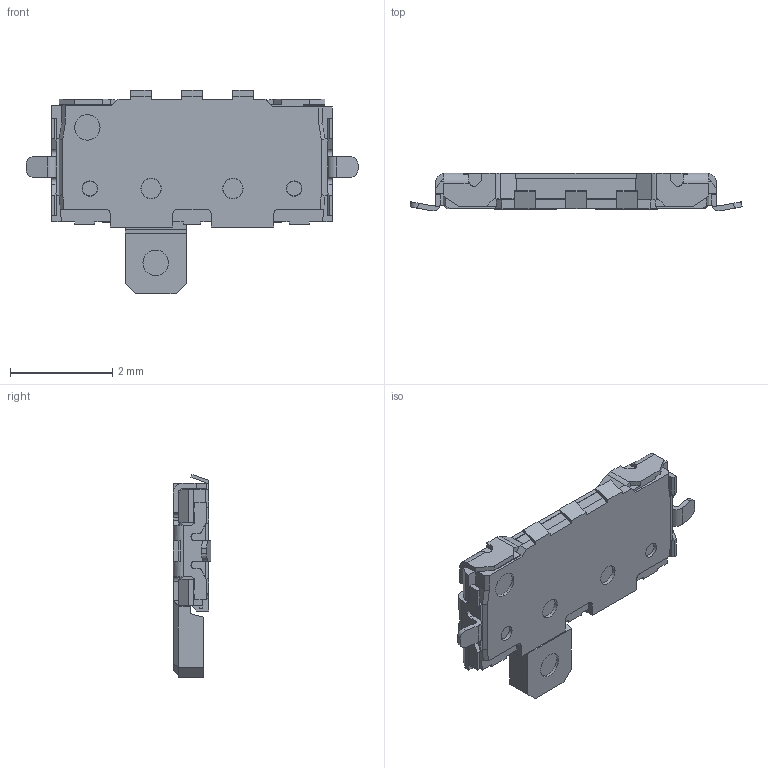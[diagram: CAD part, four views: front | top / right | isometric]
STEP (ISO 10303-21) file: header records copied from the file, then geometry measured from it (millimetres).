
FILE_DESCRIPTION(/* description */ (''),/* implementation_level */ '2;1');
FILE_NAME(/* name */ 'Toggle Switch SSAJ120100.step',/* time_stamp */ '2019-09-25T16:05:34+03:00',/* author */ (''),/* organization */ (''),/* preprocessor_version */ 'ST-DEVELOPER v18',/* originating_system */ 'Autodesk Translation Framework v8.6.0.1094',/* authorisation */ '');
FILE_SCHEMA (('AUTOMOTIVE_DESIGN { 1 0 10303 214 3 1 1 }'));
Length unit declared in the file: millimetre
Products named in the file (1): (Unsaved)
Bounding box: 6.5 x 0.74 x 3.98 mm (x, y, z)
Volume: 9.3 mm3; surface area: 50.5 mm2
Topology: 1 solids, 5 shells, 408 faces, 1171 edges, 769 vertices
Faces by surface type: plane 334, cylinder 70, cone 4
Full cylindrical faces by diameter (mm): 0.5 x2
Entity records: 13295 total; most frequent: CARTESIAN_POINT 2370, ORIENTED_EDGE 2342, DIRECTION 2169, EDGE_CURVE 1171, LINE 981, VECTOR 981, VERTEX_POINT 769, AXIS2_PLACEMENT_3D 594
